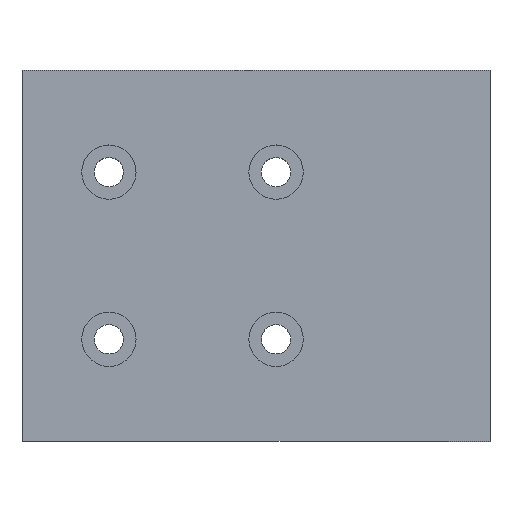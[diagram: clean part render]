
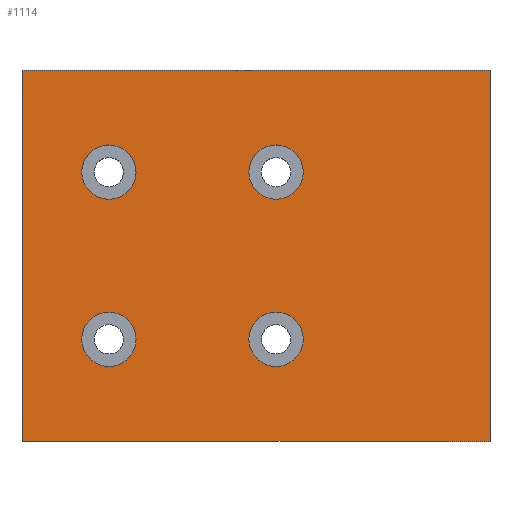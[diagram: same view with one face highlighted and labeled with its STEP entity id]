
A CAD part, top view. The second image highlights one B-rep face of the part: STEP entity #1114.
In plain terms, the highlighted planar face has unit normal (0, 0, 1).
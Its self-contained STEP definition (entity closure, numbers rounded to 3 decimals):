
#73=FACE_BOUND('',#279,.T.);
#74=FACE_BOUND('',#280,.T.);
#75=FACE_BOUND('',#281,.T.);
#76=FACE_BOUND('',#282,.T.);
#112=PLANE('',#1281);
#183=FACE_OUTER_BOUND('',#278,.T.);
#278=EDGE_LOOP('',(#997,#998,#999,#1000));
#279=EDGE_LOOP('',(#1001));
#280=EDGE_LOOP('',(#1002));
#281=EDGE_LOOP('',(#1003));
#282=EDGE_LOOP('',(#1004));
#318=LINE('',#1871,#379);
#325=LINE('',#1886,#386);
#332=LINE('',#1899,#393);
#335=LINE('',#1910,#396);
#379=VECTOR('',#1521,10.);
#386=VECTOR('',#1532,10.);
#393=VECTOR('',#1543,10.);
#396=VECTOR('',#1556,10.);
#476=CIRCLE('',#1257,3.25);
#480=CIRCLE('',#1264,3.25);
#484=CIRCLE('',#1271,3.25);
#488=CIRCLE('',#1278,3.25);
#550=VERTEX_POINT('',#1868);
#551=VERTEX_POINT('',#1870);
#557=VERTEX_POINT('',#1884);
#561=VERTEX_POINT('',#1897);
#570=VERTEX_POINT('',#1936);
#574=VERTEX_POINT('',#1949);
#578=VERTEX_POINT('',#1962);
#582=VERTEX_POINT('',#1975);
#673=EDGE_CURVE('',#550,#551,#318,.T.);
#681=EDGE_CURVE('',#557,#550,#325,.T.);
#688=EDGE_CURVE('',#561,#557,#332,.T.);
#694=EDGE_CURVE('',#551,#561,#335,.T.);
#705=EDGE_CURVE('',#570,#570,#476,.T.);
#711=EDGE_CURVE('',#574,#574,#480,.T.);
#717=EDGE_CURVE('',#578,#578,#484,.T.);
#723=EDGE_CURVE('',#582,#582,#488,.T.);
#997=ORIENTED_EDGE('',*,*,#688,.F.);
#998=ORIENTED_EDGE('',*,*,#694,.F.);
#999=ORIENTED_EDGE('',*,*,#673,.F.);
#1000=ORIENTED_EDGE('',*,*,#681,.F.);
#1001=ORIENTED_EDGE('',*,*,#705,.T.);
#1002=ORIENTED_EDGE('',*,*,#711,.T.);
#1003=ORIENTED_EDGE('',*,*,#717,.T.);
#1004=ORIENTED_EDGE('',*,*,#723,.T.);
#1114=ADVANCED_FACE('',(#183,#73,#74,#75,#76),#112,.T.);
#1257=AXIS2_PLACEMENT_3D('',#1937,#1592,#1593);
#1264=AXIS2_PLACEMENT_3D('',#1950,#1608,#1609);
#1271=AXIS2_PLACEMENT_3D('',#1963,#1624,#1625);
#1278=AXIS2_PLACEMENT_3D('',#1976,#1640,#1641);
#1281=AXIS2_PLACEMENT_3D('',#1982,#1648,#1649);
#1521=DIRECTION('',(-1.,0.,0.));
#1532=DIRECTION('',(0.,-1.,0.));
#1543=DIRECTION('',(1.,0.,0.));
#1556=DIRECTION('',(0.,1.,0.));
#1592=DIRECTION('center_axis',(0.,0.,-1.));
#1593=DIRECTION('ref_axis',(1.,0.,0.));
#1608=DIRECTION('center_axis',(0.,0.,-1.));
#1609=DIRECTION('ref_axis',(1.,0.,0.));
#1624=DIRECTION('center_axis',(0.,0.,-1.));
#1625=DIRECTION('ref_axis',(1.,0.,0.));
#1640=DIRECTION('center_axis',(0.,0.,-1.));
#1641=DIRECTION('ref_axis',(1.,0.,0.));
#1648=DIRECTION('center_axis',(0.,0.,1.));
#1649=DIRECTION('ref_axis',(1.,0.,0.));
#1868=CARTESIAN_POINT('',(51.1,128.403,74.));
#1870=CARTESIAN_POINT('',(-4.9,128.403,74.));
#1871=CARTESIAN_POINT('',(0.1,128.403,74.));
#1884=CARTESIAN_POINT('',(51.1,172.803,74.));
#1886=CARTESIAN_POINT('',(51.1,172.803,74.));
#1897=CARTESIAN_POINT('',(-4.9,172.803,74.));
#1899=CARTESIAN_POINT('',(31.1,172.803,74.));
#1910=CARTESIAN_POINT('',(-4.9,128.403,74.));
#1936=CARTESIAN_POINT('',(22.25,140.603,74.));
#1937=CARTESIAN_POINT('Origin',(25.5,140.603,74.));
#1949=CARTESIAN_POINT('',(2.25,140.603,74.));
#1950=CARTESIAN_POINT('Origin',(5.5,140.603,74.));
#1962=CARTESIAN_POINT('',(2.25,160.603,74.));
#1963=CARTESIAN_POINT('Origin',(5.5,160.603,74.));
#1975=CARTESIAN_POINT('',(22.25,160.603,74.));
#1976=CARTESIAN_POINT('Origin',(25.5,160.603,74.));
#1982=CARTESIAN_POINT('Origin',(15.6,150.603,74.));
